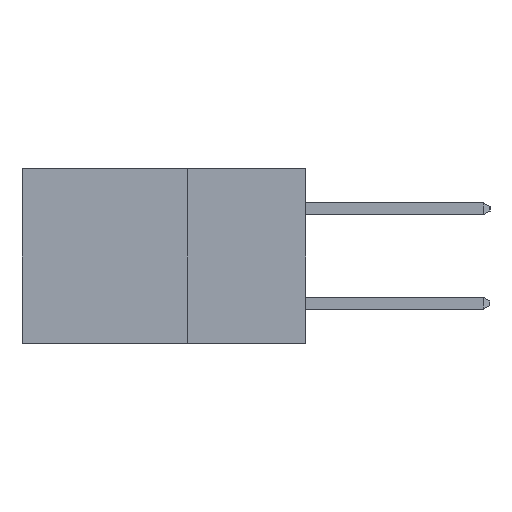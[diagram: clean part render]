
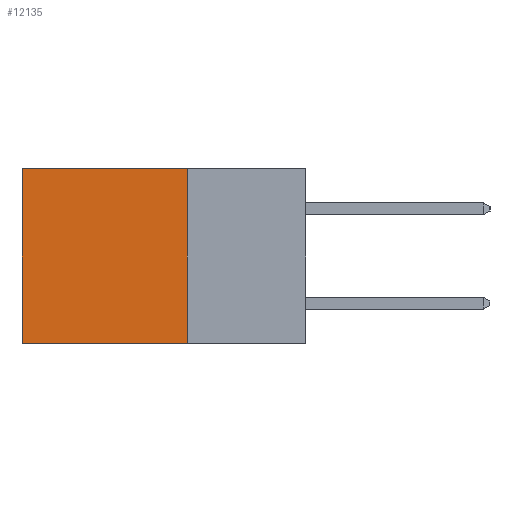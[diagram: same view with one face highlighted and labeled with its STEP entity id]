
A CAD part, left-side view. The second image highlights one B-rep face of the part: STEP entity #12135.
In plain terms, the highlighted planar face has unit normal (-1, 0, 0).
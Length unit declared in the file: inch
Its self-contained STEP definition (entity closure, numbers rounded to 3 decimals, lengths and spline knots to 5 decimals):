
#41 = EDGE_CURVE ( 'NONE', #910, #129, #9347, .T. ) ;
#129 = VERTEX_POINT ( 'NONE', #11630 ) ;
#275 = DIRECTION ( 'NONE',  ( 0., 1., 0. ) ) ;
#479 = ORIENTED_EDGE ( 'NONE', *, *, #41, .T. ) ;
#910 = VERTEX_POINT ( 'NONE', #10233 ) ;
#1070 = CARTESIAN_POINT ( 'NONE',  ( 0.2615, 0.25, -0.37 ) ) ;
#1267 = EDGE_CURVE ( 'NONE', #1270, #6427, #1992, .T. ) ;
#1270 = VERTEX_POINT ( 'NONE', #1070 ) ;
#1581 = ORIENTED_EDGE ( 'NONE', *, *, #1267, .F. ) ;
#1944 = PLANE ( 'NONE',  #11901 ) ;
#1992 = LINE ( 'NONE', #5029, #6199 ) ;
#2068 = DIRECTION ( 'NONE',  ( 0., 0., -1. ) ) ;
#2866 = CARTESIAN_POINT ( 'NONE',  ( 0.2615, 0.25, -0.37 ) ) ;
#3068 = CARTESIAN_POINT ( 'NONE',  ( 0.2615, 0.25, -0.37 ) ) ;
#3135 = VECTOR ( 'NONE', #9597, 39.37008 ) ;
#3451 = ORIENTED_EDGE ( 'NONE', *, *, #3584, .T. ) ;
#3584 = EDGE_CURVE ( 'NONE', #129, #6427, #6773, .T. ) ;
#3765 = CARTESIAN_POINT ( 'NONE',  ( 0.2615, 0.25, 0. ) ) ;
#3977 = ORIENTED_EDGE ( 'NONE', *, *, #6767, .F. ) ;
#4306 = VECTOR ( 'NONE', #9611, 39.37008 ) ;
#4639 = EDGE_LOOP ( 'NONE', ( #3451, #1581, #3977, #479 ) ) ;
#4780 = LINE ( 'NONE', #2866, #10040 ) ;
#5029 = CARTESIAN_POINT ( 'NONE',  ( 0.2615, 0.25, -0.37 ) ) ;
#6199 = VECTOR ( 'NONE', #275, 39.37008 ) ;
#6427 = VERTEX_POINT ( 'NONE', #9705 ) ;
#6767 = EDGE_CURVE ( 'NONE', #910, #1270, #4780, .T. ) ;
#6773 = LINE ( 'NONE', #10504, #3135 ) ;
#7543 = DIRECTION ( 'NONE',  ( 1., 0., 0. ) ) ;
#8459 = DIRECTION ( 'NONE',  ( 0., 0., -1. ) ) ;
#8715 = FACE_OUTER_BOUND ( 'NONE', #4639, .T. ) ;
#9347 = LINE ( 'NONE', #3765, #4306 ) ;
#9597 = DIRECTION ( 'NONE',  ( 0., 0., -1. ) ) ;
#9611 = DIRECTION ( 'NONE',  ( 0., 1., 0. ) ) ;
#9705 = CARTESIAN_POINT ( 'NONE',  ( 0.2615, 0.6, -0.37 ) ) ;
#10040 = VECTOR ( 'NONE', #8459, 39.37008 ) ;
#10233 = CARTESIAN_POINT ( 'NONE',  ( 0.2615, 0.25, 0. ) ) ;
#10504 = CARTESIAN_POINT ( 'NONE',  ( 0.2615, 0.6, -0.37 ) ) ;
#11630 = CARTESIAN_POINT ( 'NONE',  ( 0.2615, 0.6, 0. ) ) ;
#11901 = AXIS2_PLACEMENT_3D ( 'NONE', #3068, #7543, #2068 ) ;
#12135 = ADVANCED_FACE ( 'NONE', ( #8715 ), #1944, .F. ) ;
